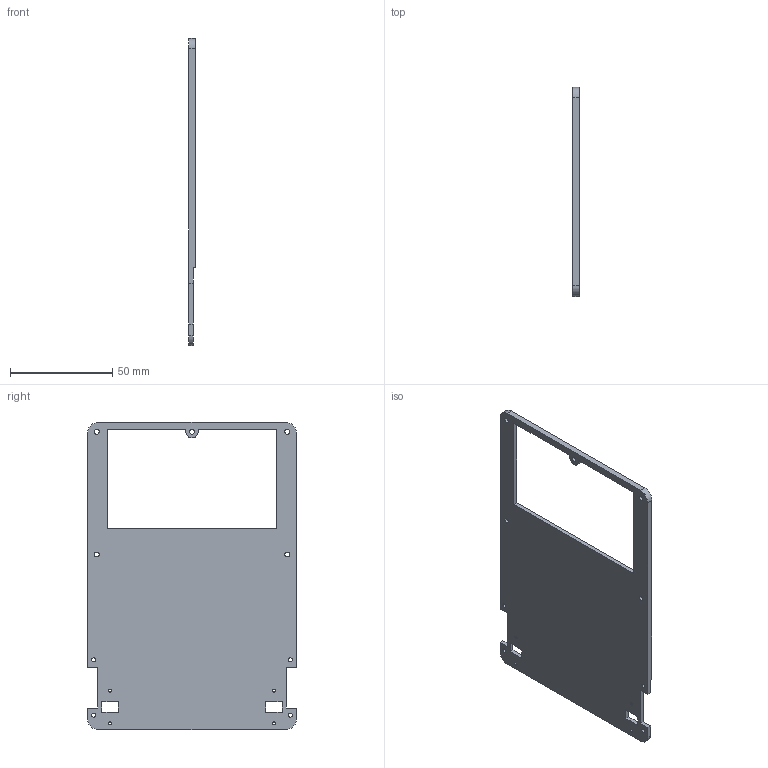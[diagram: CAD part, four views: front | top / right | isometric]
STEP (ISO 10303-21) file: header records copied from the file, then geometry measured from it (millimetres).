
FILE_DESCRIPTION(/* description */ (''),/* implementation_level */ '2;1');
FILE_NAME(/* name */ 'chassis2 v23.step',/* time_stamp */ '2024-07-13T19:32:01+09:00',/* author */ (''),/* organization */ (''),/* preprocessor_version */ 'ST-DEVELOPER v20',/* originating_system */ 'Autodesk Translation Framework v13.14.0.145',/* authorisation */ '');
FILE_SCHEMA (('AUTOMOTIVE_DESIGN { 1 0 10303 214 3 1 1 }'));
Length unit declared in the file: millimetre
Products named in the file (1): chassis2
Bounding box: 3 x 102 x 150 mm (x, y, z)
Volume: 22508.2 mm3; surface area: 24425 mm2
Topology: 1 solids, 1 shells, 70 faces, 207 edges, 138 vertices
Faces by surface type: plane 46, cylinder 24
Full cylindrical faces by diameter (mm): 1.5 x4, 2 x4, 2.4 x5
Entity records: 2436 total; most frequent: CARTESIAN_POINT 416, ORIENTED_EDGE 414, DIRECTION 397, EDGE_CURVE 207, LINE 159, VECTOR 159, VERTEX_POINT 138, AXIS2_PLACEMENT_3D 119
